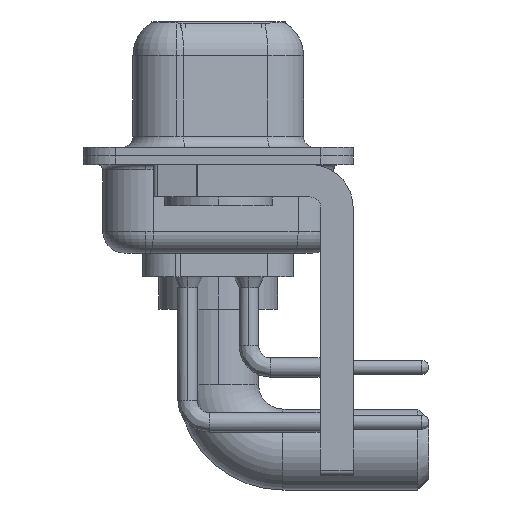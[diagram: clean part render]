
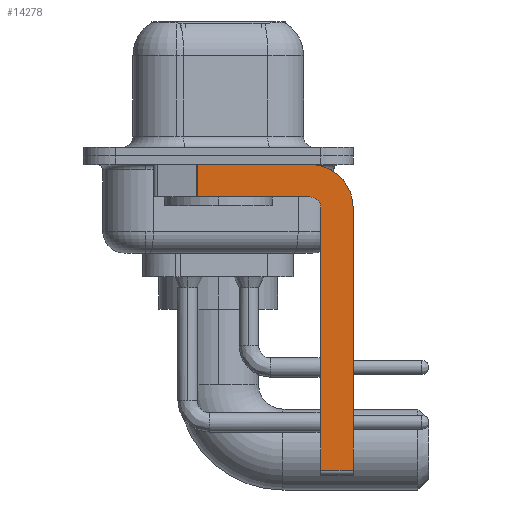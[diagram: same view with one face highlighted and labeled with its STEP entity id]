
A CAD part, left-side view. The second image highlights one B-rep face of the part: STEP entity #14278.
In plain terms, the highlighted planar face has unit normal (-1, 0, 0).
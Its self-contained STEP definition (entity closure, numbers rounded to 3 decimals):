
#432 = DIRECTION ( 'NONE',  ( 0., 0., -1. ) ) ;
#566 = ORIENTED_EDGE ( 'NONE', *, *, #18442, .F. ) ;
#788 = CIRCLE ( 'NONE', #15344, 2. ) ;
#829 = VERTEX_POINT ( 'NONE', #16569 ) ;
#880 = CARTESIAN_POINT ( 'NONE',  ( -2.9, -6.25, -2.4 ) ) ;
#907 = VERTEX_POINT ( 'NONE', #13916 ) ;
#937 = DIRECTION ( 'NONE',  ( -1., 0., 0. ) ) ;
#1069 = DIRECTION ( 'NONE',  ( 1., 0., 0. ) ) ;
#1107 = VECTOR ( 'NONE', #6474, 1000. ) ;
#1125 = CARTESIAN_POINT ( 'NONE',  ( -2.9, 3., -0.4 ) ) ;
#1601 = FACE_OUTER_BOUND ( 'NONE', #13361, .T. ) ;
#1698 = DIRECTION ( 'NONE',  ( 0., 0., -1. ) ) ;
#1866 = CARTESIAN_POINT ( 'NONE',  ( -2.9, -6.25, -14.55 ) ) ;
#1890 = CARTESIAN_POINT ( 'NONE',  ( -2.9, 0.978, -1.9 ) ) ;
#2191 = CARTESIAN_POINT ( 'NONE',  ( -2.9, -4.75, -2.4 ) ) ;
#2269 = VERTEX_POINT ( 'NONE', #2191 ) ;
#2330 = CARTESIAN_POINT ( 'NONE',  ( -2.9, -4.25, -14.55 ) ) ;
#3225 = EDGE_CURVE ( 'NONE', #907, #8893, #788, .T. ) ;
#3563 = CARTESIAN_POINT ( 'NONE',  ( -2.9, -4.25, -1.9 ) ) ;
#3627 = EDGE_CURVE ( 'NONE', #5909, #829, #10955, .T. ) ;
#4905 = VECTOR ( 'NONE', #8198, 1000. ) ;
#5276 = VERTEX_POINT ( 'NONE', #17949 ) ;
#5592 = VECTOR ( 'NONE', #12418, 1000. ) ;
#5909 = VERTEX_POINT ( 'NONE', #6056 ) ;
#5994 = EDGE_CURVE ( 'NONE', #6552, #2269, #12832, .T. ) ;
#6056 = CARTESIAN_POINT ( 'NONE',  ( -2.9, -4.25, -1.9 ) ) ;
#6337 = VERTEX_POINT ( 'NONE', #1866 ) ;
#6474 = DIRECTION ( 'NONE',  ( 0., 1., 0. ) ) ;
#6504 = LINE ( 'NONE', #2330, #5592 ) ;
#6552 = VERTEX_POINT ( 'NONE', #18864 ) ;
#6775 = CARTESIAN_POINT ( 'NONE',  ( -2.9, -4.25, -2.4 ) ) ;
#6809 = CARTESIAN_POINT ( 'NONE',  ( -2.9, -4.75, -14.8 ) ) ;
#7034 = CIRCLE ( 'NONE', #16677, 0.5 ) ;
#7053 = DIRECTION ( 'NONE',  ( 0., 0., -1. ) ) ;
#7108 = ORIENTED_EDGE ( 'NONE', *, *, #9769, .T. ) ;
#7502 = PLANE ( 'NONE',  #15018 ) ;
#8198 = DIRECTION ( 'NONE',  ( 0., -1., 0. ) ) ;
#8365 = DIRECTION ( 'NONE',  ( 0., 0., 1. ) ) ;
#8893 = VERTEX_POINT ( 'NONE', #880 ) ;
#9046 = DIRECTION ( 'NONE',  ( 1., 0., 0. ) ) ;
#9741 = ORIENTED_EDGE ( 'NONE', *, *, #5994, .F. ) ;
#9769 = EDGE_CURVE ( 'NONE', #6552, #6337, #6504, .T. ) ;
#10809 = ORIENTED_EDGE ( 'NONE', *, *, #3627, .F. ) ;
#10955 = LINE ( 'NONE', #3563, #1107 ) ;
#12044 = DIRECTION ( 'NONE',  ( 0., 0., -1. ) ) ;
#12418 = DIRECTION ( 'NONE',  ( 0., -1., 0. ) ) ;
#12832 = LINE ( 'NONE', #6809, #17933 ) ;
#13145 = ORIENTED_EDGE ( 'NONE', *, *, #3225, .F. ) ;
#13299 = LINE ( 'NONE', #14861, #17889 ) ;
#13361 = EDGE_LOOP ( 'NONE', ( #566, #16201, #10809, #14160, #9741, #7108, #18352, #13145 ) ) ;
#13916 = CARTESIAN_POINT ( 'NONE',  ( -2.9, -4.25, -0.4 ) ) ;
#14160 = ORIENTED_EDGE ( 'NONE', *, *, #18414, .F. ) ;
#14278 = ADVANCED_FACE ( 'NONE', ( #1601 ), #7502, .F. ) ;
#14413 = CARTESIAN_POINT ( 'NONE',  ( -2.9, -4.25, -2.4 ) ) ;
#14861 = CARTESIAN_POINT ( 'NONE',  ( -2.9, -6.25, -2.4 ) ) ;
#15018 = AXIS2_PLACEMENT_3D ( 'NONE', #16450, #9046, #1698 ) ;
#15180 = LINE ( 'NONE', #1890, #17305 ) ;
#15344 = AXIS2_PLACEMENT_3D ( 'NONE', #6775, #1069, #7053 ) ;
#16201 = ORIENTED_EDGE ( 'NONE', *, *, #18687, .T. ) ;
#16450 = CARTESIAN_POINT ( 'NONE',  ( -2.9, -4.25, -2.4 ) ) ;
#16569 = CARTESIAN_POINT ( 'NONE',  ( -2.9, 0.978, -1.9 ) ) ;
#16677 = AXIS2_PLACEMENT_3D ( 'NONE', #14413, #937, #17058 ) ;
#17058 = DIRECTION ( 'NONE',  ( 0., 0., 1. ) ) ;
#17064 = EDGE_CURVE ( 'NONE', #8893, #6337, #13299, .T. ) ;
#17305 = VECTOR ( 'NONE', #432, 1000. ) ;
#17889 = VECTOR ( 'NONE', #12044, 1000. ) ;
#17933 = VECTOR ( 'NONE', #8365, 1000. ) ;
#17949 = CARTESIAN_POINT ( 'NONE',  ( -2.9, 0.978, -0.4 ) ) ;
#18352 = ORIENTED_EDGE ( 'NONE', *, *, #17064, .F. ) ;
#18414 = EDGE_CURVE ( 'NONE', #2269, #5909, #7034, .T. ) ;
#18442 = EDGE_CURVE ( 'NONE', #5276, #907, #18821, .T. ) ;
#18687 = EDGE_CURVE ( 'NONE', #5276, #829, #15180, .T. ) ;
#18821 = LINE ( 'NONE', #1125, #4905 ) ;
#18864 = CARTESIAN_POINT ( 'NONE',  ( -2.9, -4.75, -14.55 ) ) ;
